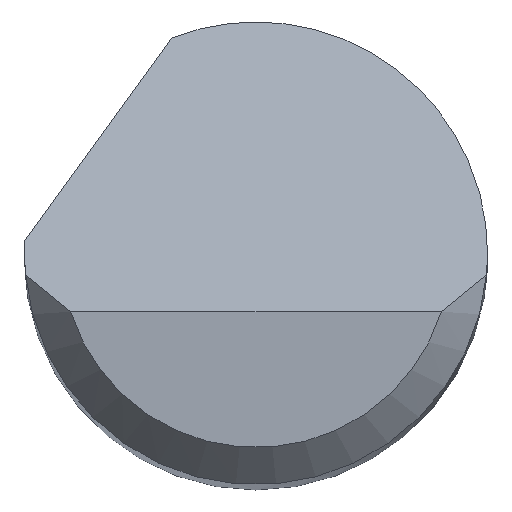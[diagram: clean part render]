
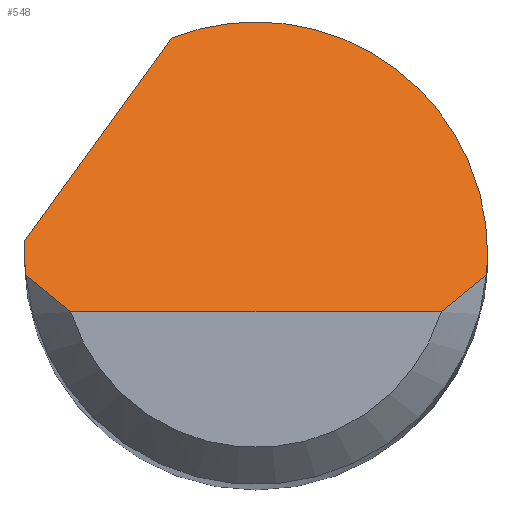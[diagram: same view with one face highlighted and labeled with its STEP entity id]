
A CAD part, top view. The second image highlights one B-rep face of the part: STEP entity #548.
In plain terms, the highlighted planar face has unit normal (0, 0.707, 0.707).
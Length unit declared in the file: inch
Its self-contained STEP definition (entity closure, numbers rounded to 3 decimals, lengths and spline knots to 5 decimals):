
#3 = B_SPLINE_CURVE_WITH_KNOTS ( 'NONE', 3,
 ( #373, #128, #238, #620 ),
 .UNSPECIFIED., .F., .F.,
 ( 4, 4 ),
 ( 0., 0.00071 ),
 .UNSPECIFIED. ) ;
#7 = EDGE_CURVE ( 'NONE', #296, #60, #808, .T. ) ;
#22 = ORIENTED_EDGE ( 'NONE', *, *, #843, .F. ) ;
#23 = CARTESIAN_POINT ( 'NONE',  ( 0.09375, 0., 1.97625 ) ) ;
#34 = EDGE_CURVE ( 'NONE', #186, #762, #647, .T. ) ;
#43 = CARTESIAN_POINT ( 'NONE',  ( -0.09371, 0.00333, 1.97292 ) ) ;
#44 = LINE ( 'NONE', #611, #381 ) ;
#52 = FACE_OUTER_BOUND ( 'NONE', #114, .T. ) ;
#58 = CARTESIAN_POINT ( 'NONE',  ( -0.09375, -0.00292, 1.97917 ) ) ;
#60 = VERTEX_POINT ( 'NONE', #582 ) ;
#61 = CARTESIAN_POINT ( 'NONE',  ( -0.08761, -0.01397, 1.99022 ) ) ;
#69 = CARTESIAN_POINT ( 'NONE',  ( 0.09375, -0.00292, 1.97917 ) ) ;
#94 =( BOUNDED_CURVE ( )  B_SPLINE_CURVE ( 3, ( #175, #832, #58, #424 ),
 .UNSPECIFIED., .F., .T. ) 
 B_SPLINE_CURVE_WITH_KNOTS ( ( 4, 4 ),
 ( 4.61892, 4.71239 ),
 .UNSPECIFIED. ) 
 CURVE ( )  GEOMETRIC_REPRESENTATION_ITEM ( )  RATIONAL_B_SPLINE_CURVE ( ( 1., 0.999, 0.999, 1. ) ) 
 REPRESENTATION_ITEM ( '' )  );
#95 = AXIS2_PLACEMENT_3D ( 'NONE', #566, #309, #448 ) ;
#114 = EDGE_LOOP ( 'NONE', ( #604, #699, #360, #441, #22, #562, #406, #401 ) ) ;
#118 = VERTEX_POINT ( 'NONE', #231 ) ;
#128 = CARTESIAN_POINT ( 'NONE',  ( 0.08157, -0.019, 1.99525 ) ) ;
#129 = EDGE_CURVE ( 'NONE', #635, #825, #614, .T. ) ;
#147 = CARTESIAN_POINT ( 'NONE',  ( 0.09375, 0.07266, 1.90359 ) ) ;
#175 = CARTESIAN_POINT ( 'NONE',  ( -0.09334, -0.00875, 1.985 ) ) ;
#183 = CARTESIAN_POINT ( 'NONE',  ( 0., -0.02375, 2. ) ) ;
#186 = VERTEX_POINT ( 'NONE', #791 ) ;
#203 = CARTESIAN_POINT ( 'NONE',  ( -0.07508, -0.02375, 2. ) ) ;
#211 = CARTESIAN_POINT ( 'NONE',  ( 0.03379, 0.11369, 1.86256 ) ) ;
#218 = CARTESIAN_POINT ( 'NONE',  ( 0.09334, -0.00875, 1.985 ) ) ;
#231 = CARTESIAN_POINT ( 'NONE',  ( 0.07508, -0.02375, 2. ) ) ;
#238 = CARTESIAN_POINT ( 'NONE',  ( 0.08761, -0.01397, 1.99022 ) ) ;
#245 =( BOUNDED_CURVE ( )  B_SPLINE_CURVE ( 3, ( #522, #69, #649, #218 ),
 .UNSPECIFIED., .F., .F. ) 
 B_SPLINE_CURVE_WITH_KNOTS ( ( 4, 4 ),
 ( 1.5708, 1.66427 ),
 .UNSPECIFIED. ) 
 CURVE ( )  GEOMETRIC_REPRESENTATION_ITEM ( )  RATIONAL_B_SPLINE_CURVE ( ( 1., 0.999, 0.999, 1. ) ) 
 REPRESENTATION_ITEM ( '' )  );
#250 = CARTESIAN_POINT ( 'NONE',  ( -0.07508, -0.02375, 2. ) ) ;
#266 = CARTESIAN_POINT ( 'NONE',  ( 0.09334, -0.00875, 1.985 ) ) ;
#296 = VERTEX_POINT ( 'NONE', #304 ) ;
#297 = EDGE_CURVE ( 'NONE', #762, #118, #765, .T. ) ;
#304 = CARTESIAN_POINT ( 'NONE',  ( -0.09375, 0., 1.97625 ) ) ;
#309 = DIRECTION ( 'NONE',  ( 0., -0.707, -0.707 ) ) ;
#318 = CARTESIAN_POINT ( 'NONE',  ( -0.08157, -0.019, 1.99525 ) ) ;
#332 = EDGE_CURVE ( 'NONE', #825, #365, #245, .T. ) ;
#335 = VECTOR ( 'NONE', #693, 39.37008 ) ;
#355 = DIRECTION ( 'NONE',  ( 0.456, 0.629, -0.629 ) ) ;
#360 = ORIENTED_EDGE ( 'NONE', *, *, #332, .F. ) ;
#365 = VERTEX_POINT ( 'NONE', #266 ) ;
#373 = CARTESIAN_POINT ( 'NONE',  ( 0.07508, -0.02375, 2. ) ) ;
#381 = VECTOR ( 'NONE', #355, 39.37008 ) ;
#401 = ORIENTED_EDGE ( 'NONE', *, *, #34, .T. ) ;
#406 = ORIENTED_EDGE ( 'NONE', *, *, #638, .F. ) ;
#420 = CARTESIAN_POINT ( 'NONE',  ( -0.09375, 0.00167, 1.97458 ) ) ;
#424 = CARTESIAN_POINT ( 'NONE',  ( -0.09375, 0., 1.97625 ) ) ;
#441 = ORIENTED_EDGE ( 'NONE', *, *, #129, .F. ) ;
#448 = DIRECTION ( 'NONE',  ( 0., 0.707, -0.707 ) ) ;
#522 = CARTESIAN_POINT ( 'NONE',  ( 0.09375, 0., 1.97625 ) ) ;
#548 = ADVANCED_FACE ( 'NONE', ( #52 ), #636, .F. ) ;
#562 = ORIENTED_EDGE ( 'NONE', *, *, #7, .F. ) ;
#566 = CARTESIAN_POINT ( 'NONE',  ( -0.09375, -0.02375, 2. ) ) ;
#579 = EDGE_CURVE ( 'NONE', #118, #365, #3, .T. ) ;
#582 = CARTESIAN_POINT ( 'NONE',  ( -0.09362, 0.005, 1.97125 ) ) ;
#604 = ORIENTED_EDGE ( 'NONE', *, *, #297, .T. ) ;
#611 = CARTESIAN_POINT ( 'NONE',  ( -0.11014, -0.01781, 1.99406 ) ) ;
#614 =( BOUNDED_CURVE ( )  B_SPLINE_CURVE ( 3, ( #753, #211, #147, #23 ),
 .UNSPECIFIED., .F., .T. ) 
 B_SPLINE_CURVE_WITH_KNOTS ( ( 4, 4 ),
 ( 5.91277, 7.85398 ),
 .UNSPECIFIED. ) 
 CURVE ( )  GEOMETRIC_REPRESENTATION_ITEM ( )  RATIONAL_B_SPLINE_CURVE ( ( 1., 0.71, 0.71, 1. ) ) 
 REPRESENTATION_ITEM ( '' )  );
#620 = CARTESIAN_POINT ( 'NONE',  ( 0.09334, -0.00875, 1.985 ) ) ;
#635 = VERTEX_POINT ( 'NONE', #756 ) ;
#636 = PLANE ( 'NONE',  #95 ) ;
#638 = EDGE_CURVE ( 'NONE', #186, #296, #94, .T. ) ;
#642 = CARTESIAN_POINT ( 'NONE',  ( -0.09334, -0.00875, 1.985 ) ) ;
#647 = B_SPLINE_CURVE_WITH_KNOTS ( 'NONE', 3,
 ( #642, #61, #318, #203 ),
 .UNSPECIFIED., .F., .F.,
 ( 4, 4 ),
 ( 0., 0.00071 ),
 .UNSPECIFIED. ) ;
#649 = CARTESIAN_POINT ( 'NONE',  ( 0.09361, -0.00584, 1.98209 ) ) ;
#679 = CARTESIAN_POINT ( 'NONE',  ( -0.09362, 0.005, 1.97125 ) ) ;
#693 = DIRECTION ( 'NONE',  ( 1., 0., 0. ) ) ;
#699 = ORIENTED_EDGE ( 'NONE', *, *, #579, .T. ) ;
#753 = CARTESIAN_POINT ( 'NONE',  ( -0.03394, 0.08739, 1.88886 ) ) ;
#756 = CARTESIAN_POINT ( 'NONE',  ( -0.03394, 0.08739, 1.88886 ) ) ;
#762 = VERTEX_POINT ( 'NONE', #250 ) ;
#765 = LINE ( 'NONE', #183, #335 ) ;
#777 = CARTESIAN_POINT ( 'NONE',  ( -0.09375, 0., 1.97625 ) ) ;
#791 = CARTESIAN_POINT ( 'NONE',  ( -0.09334, -0.00875, 1.985 ) ) ;
#808 =( BOUNDED_CURVE ( )  B_SPLINE_CURVE ( 3, ( #777, #420, #43, #679 ),
 .UNSPECIFIED., .F., .T. ) 
 B_SPLINE_CURVE_WITH_KNOTS ( ( 4, 4 ),
 ( 4.71239, 4.76575 ),
 .UNSPECIFIED. ) 
 CURVE ( )  GEOMETRIC_REPRESENTATION_ITEM ( )  RATIONAL_B_SPLINE_CURVE ( ( 1., 1., 1., 1. ) ) 
 REPRESENTATION_ITEM ( '' )  );
#817 = CARTESIAN_POINT ( 'NONE',  ( 0.09375, 0., 1.97625 ) ) ;
#825 = VERTEX_POINT ( 'NONE', #817 ) ;
#832 = CARTESIAN_POINT ( 'NONE',  ( -0.09361, -0.00584, 1.98209 ) ) ;
#843 = EDGE_CURVE ( 'NONE', #60, #635, #44, .T. ) ;
